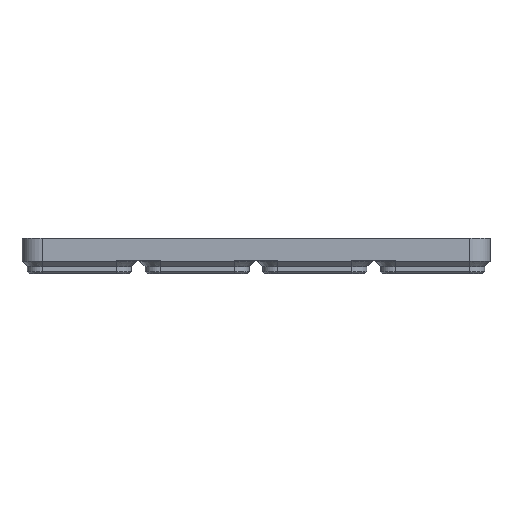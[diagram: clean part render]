
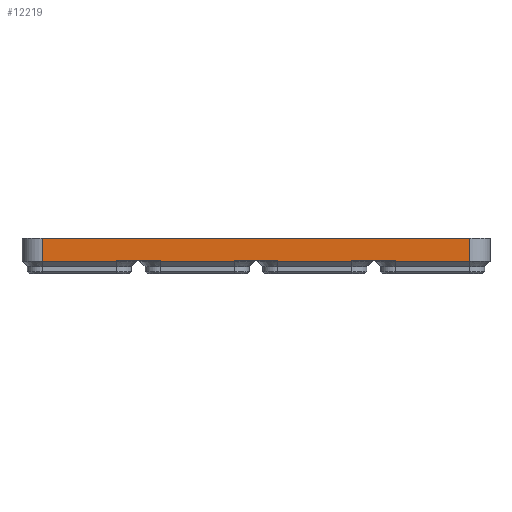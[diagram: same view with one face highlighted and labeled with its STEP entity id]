
A CAD part, left-side view. The second image highlights one B-rep face of the part: STEP entity #12219.
In plain terms, the highlighted planar face has unit normal (-1, 0, 0).
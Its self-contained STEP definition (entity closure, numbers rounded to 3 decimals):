
#491=LINE('',#18683,#1811);
#495=LINE('',#18699,#1815);
#499=LINE('',#18715,#1819);
#562=LINE('',#18915,#1882);
#563=LINE('',#18921,#1883);
#564=LINE('',#18924,#1884);
#565=LINE('',#18925,#1885);
#566=LINE('',#18927,#1886);
#567=LINE('',#18928,#1887);
#568=LINE('',#18930,#1888);
#569=LINE('',#18932,#1889);
#570=LINE('',#18933,#1890);
#571=LINE('',#18935,#1891);
#572=LINE('',#18937,#1892);
#573=LINE('',#18938,#1893);
#574=LINE('',#18940,#1894);
#1811=VECTOR('',#14616,1000.);
#1815=VECTOR('',#14628,1000.);
#1819=VECTOR('',#14640,1000.);
#1882=VECTOR('',#14791,1000.);
#1883=VECTOR('',#14798,1000.);
#1884=VECTOR('',#14799,1000.);
#1885=VECTOR('',#14800,1000.);
#1886=VECTOR('',#14801,1000.);
#1887=VECTOR('',#14802,1000.);
#1888=VECTOR('',#14803,1000.);
#1889=VECTOR('',#14804,1000.);
#1890=VECTOR('',#14805,1000.);
#1891=VECTOR('',#14806,1000.);
#1892=VECTOR('',#14807,1000.);
#1893=VECTOR('',#14808,1000.);
#1894=VECTOR('',#14809,1000.);
#3344=ORIENTED_EDGE('',*,*,#7031,.T.);
#3345=ORIENTED_EDGE('',*,*,#7032,.F.);
#3346=ORIENTED_EDGE('',*,*,#7028,.F.);
#3347=ORIENTED_EDGE('',*,*,#7033,.T.);
#3348=ORIENTED_EDGE('',*,*,#7034,.T.);
#3349=ORIENTED_EDGE('',*,*,#6926,.T.);
#3350=ORIENTED_EDGE('',*,*,#7035,.F.);
#3351=ORIENTED_EDGE('',*,*,#7036,.T.);
#3352=ORIENTED_EDGE('',*,*,#7037,.T.);
#3353=ORIENTED_EDGE('',*,*,#6918,.T.);
#3354=ORIENTED_EDGE('',*,*,#7038,.F.);
#3355=ORIENTED_EDGE('',*,*,#7039,.T.);
#3356=ORIENTED_EDGE('',*,*,#7040,.T.);
#3357=ORIENTED_EDGE('',*,*,#6910,.T.);
#3358=ORIENTED_EDGE('',*,*,#7041,.F.);
#3359=ORIENTED_EDGE('',*,*,#7042,.T.);
#6910=EDGE_CURVE('',#8759,#8758,#491,.T.);
#6918=EDGE_CURVE('',#8767,#8766,#495,.T.);
#6926=EDGE_CURVE('',#8775,#8774,#499,.T.);
#7028=EDGE_CURVE('',#8868,#8869,#562,.T.);
#7031=EDGE_CURVE('',#8870,#8871,#563,.T.);
#7032=EDGE_CURVE('',#8869,#8871,#564,.T.);
#7033=EDGE_CURVE('',#8868,#8872,#565,.T.);
#7034=EDGE_CURVE('',#8872,#8775,#566,.T.);
#7035=EDGE_CURVE('',#8873,#8774,#567,.T.);
#7036=EDGE_CURVE('',#8873,#8874,#568,.T.);
#7037=EDGE_CURVE('',#8874,#8767,#569,.T.);
#7038=EDGE_CURVE('',#8875,#8766,#570,.T.);
#7039=EDGE_CURVE('',#8875,#8876,#571,.T.);
#7040=EDGE_CURVE('',#8876,#8759,#572,.T.);
#7041=EDGE_CURVE('',#8877,#8758,#573,.T.);
#7042=EDGE_CURVE('',#8877,#8870,#574,.T.);
#8758=VERTEX_POINT('',#18682);
#8759=VERTEX_POINT('',#18684);
#8766=VERTEX_POINT('',#18698);
#8767=VERTEX_POINT('',#18700);
#8774=VERTEX_POINT('',#18714);
#8775=VERTEX_POINT('',#18716);
#8868=VERTEX_POINT('',#18916);
#8869=VERTEX_POINT('',#18917);
#8870=VERTEX_POINT('',#18922);
#8871=VERTEX_POINT('',#18923);
#8872=VERTEX_POINT('',#18926);
#8873=VERTEX_POINT('',#18929);
#8874=VERTEX_POINT('',#18931);
#8875=VERTEX_POINT('',#18934);
#8876=VERTEX_POINT('',#18936);
#8877=VERTEX_POINT('',#18939);
#10192=EDGE_LOOP('',(#3344,#3345,#3346,#3347,#3348,#3349,#3350,#3351,#3352,
#3353,#3354,#3355,#3356,#3357,#3358,#3359));
#11006=FACE_BOUND('',#10192,.T.);
#11809=PLANE('',#13168);
#12219=ADVANCED_FACE('',(#11006),#11809,.T.);
#13168=AXIS2_PLACEMENT_3D('',#18920,#14796,#14797);
#14616=DIRECTION('',(0.,-1.,0.));
#14628=DIRECTION('',(0.,-1.,0.));
#14640=DIRECTION('',(0.,-1.,0.));
#14791=DIRECTION('',(0.,0.,1.));
#14796=DIRECTION('',(-1.,0.,0.));
#14797=DIRECTION('',(0.,0.,1.));
#14798=DIRECTION('',(0.,0.,1.));
#14799=DIRECTION('',(0.,-1.,0.));
#14800=DIRECTION('',(0.,-1.,0.));
#14801=DIRECTION('',(0.,0.,1.));
#14802=DIRECTION('',(0.,0.,1.));
#14803=DIRECTION('',(0.,-1.,0.));
#14804=DIRECTION('',(0.,0.,1.));
#14805=DIRECTION('',(0.,0.,1.));
#14806=DIRECTION('',(0.,-1.,0.));
#14807=DIRECTION('',(0.,0.,1.));
#14808=DIRECTION('',(0.,0.,1.));
#14809=DIRECTION('',(0.,-1.,0.));
#18682=CARTESIAN_POINT('',(-83.5,-49.75,-1.));
#18683=CARTESIAN_POINT('',(-83.5,0.,-1.));
#18684=CARTESIAN_POINT('',(-83.5,-34.25,-1.));
#18698=CARTESIAN_POINT('',(-83.5,-7.75,-1.));
#18699=CARTESIAN_POINT('',(-83.5,0.,-1.));
#18700=CARTESIAN_POINT('',(-83.5,7.75,-1.));
#18714=CARTESIAN_POINT('',(-83.5,34.25,-1.));
#18715=CARTESIAN_POINT('',(-83.5,0.,-1.));
#18716=CARTESIAN_POINT('',(-83.5,49.75,-1.));
#18915=CARTESIAN_POINT('',(-83.5,76.25,-1.));
#18916=CARTESIAN_POINT('',(-83.5,76.25,-1.25));
#18917=CARTESIAN_POINT('',(-83.5,76.25,7.));
#18920=CARTESIAN_POINT('',(-83.5,0.,-1.));
#18921=CARTESIAN_POINT('',(-83.5,-76.25,-1.));
#18922=CARTESIAN_POINT('',(-83.5,-76.25,-1.25));
#18923=CARTESIAN_POINT('',(-83.5,-76.25,7.));
#18924=CARTESIAN_POINT('',(-83.5,0.,7.));
#18925=CARTESIAN_POINT('',(-83.5,126.,-1.25));
#18926=CARTESIAN_POINT('',(-83.5,49.75,-1.25));
#18927=CARTESIAN_POINT('',(-83.5,49.75,-3.15));
#18928=CARTESIAN_POINT('',(-83.5,34.25,-3.15));
#18929=CARTESIAN_POINT('',(-83.5,34.25,-1.25));
#18930=CARTESIAN_POINT('',(-83.5,84.,-1.25));
#18931=CARTESIAN_POINT('',(-83.5,7.75,-1.25));
#18932=CARTESIAN_POINT('',(-83.5,7.75,-3.15));
#18933=CARTESIAN_POINT('',(-83.5,-7.75,-3.15));
#18934=CARTESIAN_POINT('',(-83.5,-7.75,-1.25));
#18935=CARTESIAN_POINT('',(-83.5,42.,-1.25));
#18936=CARTESIAN_POINT('',(-83.5,-34.25,-1.25));
#18937=CARTESIAN_POINT('',(-83.5,-34.25,-3.15));
#18938=CARTESIAN_POINT('',(-83.5,-49.75,-3.15));
#18939=CARTESIAN_POINT('',(-83.5,-49.75,-1.25));
#18940=CARTESIAN_POINT('',(-83.5,0.,-1.25));
